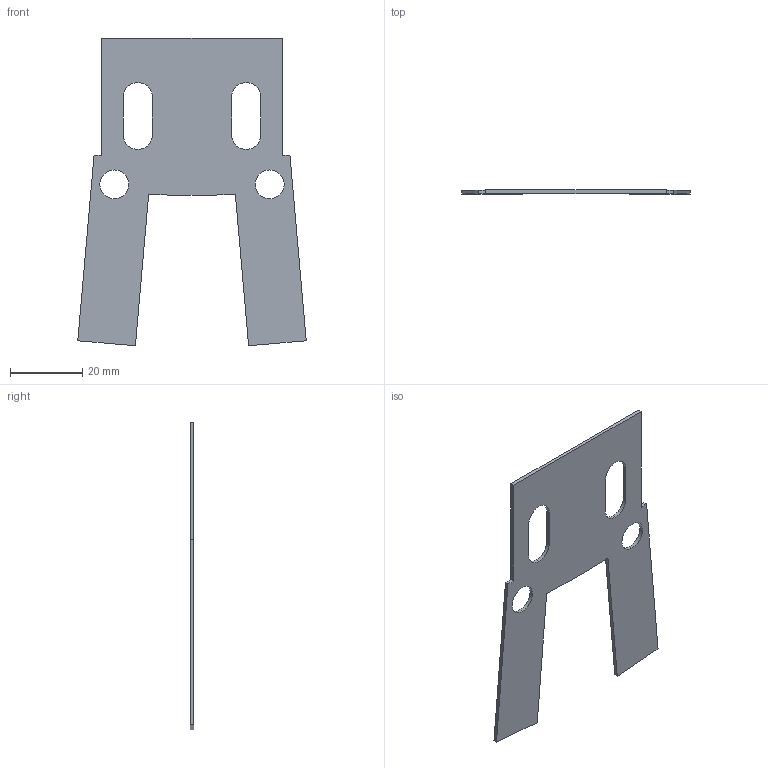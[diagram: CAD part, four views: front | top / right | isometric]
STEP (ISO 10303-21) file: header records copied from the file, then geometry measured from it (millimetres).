
FILE_DESCRIPTION (( 'STEP AP214' ), '1' );
FILE_NAME ('Accelerator stator sheet, part.STEP', '2022-04-19T16:14:18', ( '' ), ( '' ), 'SwSTEP 2.0', 'SolidWorks 2021', '' );
FILE_SCHEMA (( 'AUTOMOTIVE_DESIGN' ));
Length unit declared in the file: millimetre
Products named in the file (1): Accelerator stator sheet, part
Bounding box: 63.2 x 1 x 85.11 mm (x, y, z)
Volume: 3174.2 mm3; surface area: 6853.5 mm2
Topology: 1 solids, 1 shells, 29 faces, 81 edges, 54 vertices
Faces by surface type: plane 15, cylinder 14
Entity records: 993 total; most frequent: DIRECTION 169, CARTESIAN_POINT 165, ORIENTED_EDGE 162, EDGE_CURVE 81, AXIS2_PLACEMENT_3D 58, VERTEX_POINT 54, VECTOR 53, LINE 53
